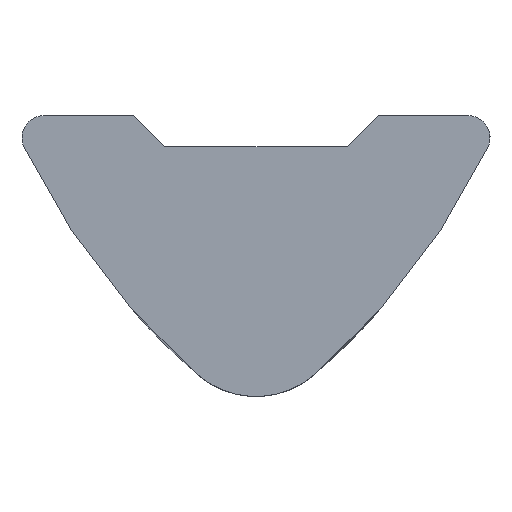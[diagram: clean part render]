
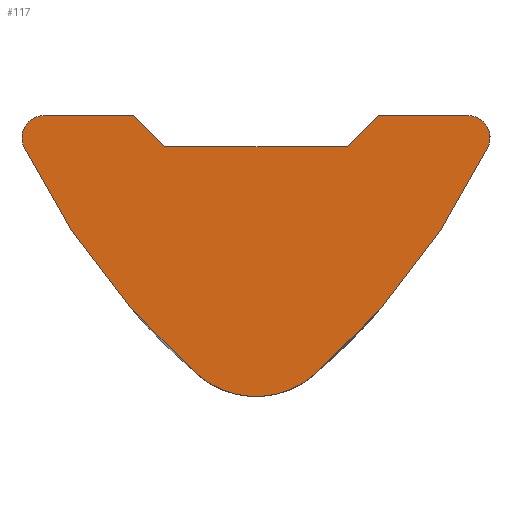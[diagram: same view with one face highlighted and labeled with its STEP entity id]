
A CAD part, left-side view. The second image highlights one B-rep face of the part: STEP entity #117.
In plain terms, the highlighted planar face has unit normal (-1, 0, 0).
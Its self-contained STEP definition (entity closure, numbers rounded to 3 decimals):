
#117=ADVANCED_FACE('',(#150),#151,.F.);
#150=FACE_OUTER_BOUND('',#188,.T.);
#151=PLANE('',#189);
#188=EDGE_LOOP('',(#306,#307,#308,#309,#310,#311,#312,#313,#314,#315));
#189=AXIS2_PLACEMENT_3D('',#316,#317,#318);
#306=ORIENTED_EDGE('',*,*,#409,.F.);
#307=ORIENTED_EDGE('',*,*,#381,.F.);
#308=ORIENTED_EDGE('',*,*,#410,.F.);
#309=ORIENTED_EDGE('',*,*,#397,.F.);
#310=ORIENTED_EDGE('',*,*,#411,.F.);
#311=ORIENTED_EDGE('',*,*,#384,.F.);
#312=ORIENTED_EDGE('',*,*,#393,.F.);
#313=ORIENTED_EDGE('',*,*,#396,.F.);
#314=ORIENTED_EDGE('',*,*,#412,.F.);
#315=ORIENTED_EDGE('',*,*,#413,.F.);
#316=CARTESIAN_POINT('',(-29.0,-4.75,-0.5));
#317=DIRECTION('',(1.0,0.0,0.0));
#318=DIRECTION('',(0.0,1.0,0.0));
#381=EDGE_CURVE('',#450,#452,#453,.T.);
#384=EDGE_CURVE('',#455,#457,#458,.T.);
#393=EDGE_CURVE('',#469,#455,#471,.T.);
#396=EDGE_CURVE('',#474,#469,#476,.T.);
#397=EDGE_CURVE('',#477,#478,#479,.T.);
#409=EDGE_CURVE('',#452,#497,#498,.T.);
#410=EDGE_CURVE('',#478,#450,#499,.T.);
#411=EDGE_CURVE('',#457,#477,#500,.T.);
#412=EDGE_CURVE('',#501,#474,#502,.T.);
#413=EDGE_CURVE('',#497,#501,#503,.T.);
#450=VERTEX_POINT('',#692);
#452=VERTEX_POINT('',#695);
#453=LINE('',#696,#697);
#455=VERTEX_POINT('',#700);
#457=VERTEX_POINT('',#703);
#458=CIRCLE('',#704,16.0);
#469=VERTEX_POINT('',#720);
#471=CIRCLE('',#723,2.0);
#474=VERTEX_POINT('',#726);
#476=CIRCLE('',#729,16.0);
#477=VERTEX_POINT('',#730);
#478=VERTEX_POINT('',#731);
#479=LINE('',#732,#733);
#497=VERTEX_POINT('',#760);
#498=LINE('',#761,#762);
#499=LINE('',#763,#764);
#500=CIRCLE('',#765,0.5);
#501=VERTEX_POINT('',#766);
#502=CIRCLE('',#767,0.5);
#503=LINE('',#768,#769);
#692=CARTESIAN_POINT('',(-29.0,2.05,-0.7));
#695=CARTESIAN_POINT('',(-29.0,-2.05,-0.7));
#696=CARTESIAN_POINT('',(-29.0,2.05,-0.7));
#697=VECTOR('',#801,1.0);
#700=CARTESIAN_POINT('',(-29.0,1.315,-5.807));
#703=CARTESIAN_POINT('',(-29.0,5.2,-0.718));
#704=AXIS2_PLACEMENT_3D('',#804,#805,#806);
#720=CARTESIAN_POINT('',(-29.0,-1.315,-5.807));
#723=AXIS2_PLACEMENT_3D('',#819,#820,#821);
#726=CARTESIAN_POINT('',(-29.0,-5.2,-0.718));
#729=AXIS2_PLACEMENT_3D('',#826,#827,#828);
#730=CARTESIAN_POINT('',(-29.0,4.75,0.));
#731=CARTESIAN_POINT('',(-29.0,2.75,0.0));
#732=CARTESIAN_POINT('',(-29.0,4.75,0.));
#733=VECTOR('',#829,1.0);
#760=CARTESIAN_POINT('',(-29.0,-2.75,0.));
#761=CARTESIAN_POINT('',(-29.0,-2.05,-0.7));
#762=VECTOR('',#845,1.0);
#763=CARTESIAN_POINT('',(-29.0,2.75,0.0));
#764=VECTOR('',#846,1.0);
#765=AXIS2_PLACEMENT_3D('',#847,#848,#849);
#766=CARTESIAN_POINT('',(-29.0,-4.75,0.));
#767=AXIS2_PLACEMENT_3D('',#850,#851,#852);
#768=CARTESIAN_POINT('',(-29.0,-2.75,0.));
#769=VECTOR('',#853,1.0);
#801=DIRECTION('',(0.0,-1.0,0.));
#804=CARTESIAN_POINT('',(-29.0,-9.203,6.25));
#805=DIRECTION('',(1.0,0.0,0.0));
#806=DIRECTION('',(0.0,0.0,-1.0));
#819=CARTESIAN_POINT('',(-29.0,0.,-4.3));
#820=DIRECTION('',(1.0,0.0,0.0));
#821=DIRECTION('',(0.0,0.0,-1.0));
#826=CARTESIAN_POINT('',(-29.0,9.203,6.25));
#827=DIRECTION('',(1.0,0.0,0.0));
#828=DIRECTION('',(0.0,0.0,-1.0));
#829=DIRECTION('',(0.0,-1.0,0.));
#845=DIRECTION('',(0.0,-0.707,0.707));
#846=DIRECTION('',(0.0,-0.707,-0.707));
#847=CARTESIAN_POINT('',(-29.0,4.75,-0.5));
#848=DIRECTION('',(1.0,0.0,0.0));
#849=DIRECTION('',(0.0,0.0,-1.0));
#850=CARTESIAN_POINT('',(-29.0,-4.75,-0.5));
#851=DIRECTION('',(1.0,0.0,0.0));
#852=DIRECTION('',(0.0,0.0,-1.0));
#853=DIRECTION('',(0.0,-1.0,0.));
